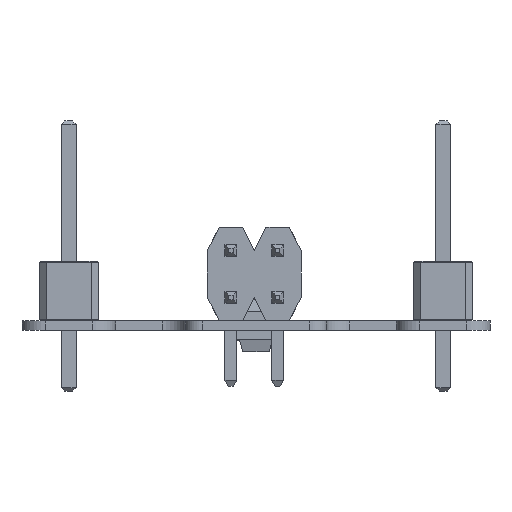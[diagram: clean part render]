
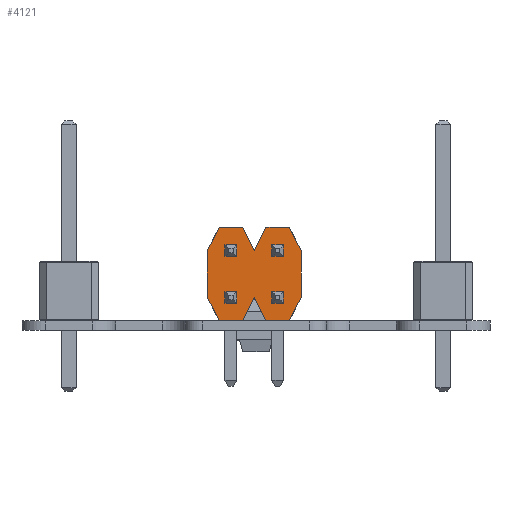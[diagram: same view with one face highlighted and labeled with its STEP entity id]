
A CAD part, front view. The second image highlights one B-rep face of the part: STEP entity #4121.
In plain terms, the highlighted planar face has unit normal (0, -1, 0).
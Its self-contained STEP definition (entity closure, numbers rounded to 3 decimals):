
#4121 = ADVANCED_FACE('',(#4122,#4156,#4190,#4304,#4338),#4372,.F.);
#4122 = FACE_BOUND('',#4123,.T.);
#4123 = EDGE_LOOP('',(#4124,#4134,#4142,#4150));
#4124 = ORIENTED_EDGE('',*,*,#4125,.F.);
#4125 = EDGE_CURVE('',#4126,#4128,#4130,.T.);
#4126 = VERTEX_POINT('',#4127);
#4127 = CARTESIAN_POINT('',(1.75,-2.,1.25));
#4128 = VERTEX_POINT('',#4129);
#4129 = CARTESIAN_POINT('',(1.75,-2.,0.75));
#4130 = LINE('',#4131,#4132);
#4131 = CARTESIAN_POINT('',(1.75,-2.,4.));
#4132 = VECTOR('',#4133,1.);
#4133 = DIRECTION('',(0.,0.,-1.));
#4134 = ORIENTED_EDGE('',*,*,#4135,.T.);
#4135 = EDGE_CURVE('',#4126,#4136,#4138,.T.);
#4136 = VERTEX_POINT('',#4137);
#4137 = CARTESIAN_POINT('',(2.25,-2.,1.25));
#4138 = LINE('',#4139,#4140);
#4139 = CARTESIAN_POINT('',(-0.5,-2.,1.25));
#4140 = VECTOR('',#4141,1.);
#4141 = DIRECTION('',(1.,0.,0.));
#4142 = ORIENTED_EDGE('',*,*,#4143,.T.);
#4143 = EDGE_CURVE('',#4136,#4144,#4146,.T.);
#4144 = VERTEX_POINT('',#4145);
#4145 = CARTESIAN_POINT('',(2.25,-2.,0.75));
#4146 = LINE('',#4147,#4148);
#4147 = CARTESIAN_POINT('',(2.25,-2.,4.));
#4148 = VECTOR('',#4149,1.);
#4149 = DIRECTION('',(0.,0.,-1.));
#4150 = ORIENTED_EDGE('',*,*,#4151,.T.);
#4151 = EDGE_CURVE('',#4144,#4128,#4152,.T.);
#4152 = LINE('',#4153,#4154);
#4153 = CARTESIAN_POINT('',(-0.5,-2.,0.75));
#4154 = VECTOR('',#4155,1.);
#4155 = DIRECTION('',(-1.,0.,0.));
#4156 = FACE_BOUND('',#4157,.T.);
#4157 = EDGE_LOOP('',(#4158,#4168,#4176,#4184));
#4158 = ORIENTED_EDGE('',*,*,#4159,.F.);
#4159 = EDGE_CURVE('',#4160,#4162,#4164,.T.);
#4160 = VERTEX_POINT('',#4161);
#4161 = CARTESIAN_POINT('',(-0.25,-2.,1.25));
#4162 = VERTEX_POINT('',#4163);
#4163 = CARTESIAN_POINT('',(-0.25,-2.,0.75));
#4164 = LINE('',#4165,#4166);
#4165 = CARTESIAN_POINT('',(-0.25,-2.,4.));
#4166 = VECTOR('',#4167,1.);
#4167 = DIRECTION('',(0.,0.,-1.));
#4168 = ORIENTED_EDGE('',*,*,#4169,.T.);
#4169 = EDGE_CURVE('',#4160,#4170,#4172,.T.);
#4170 = VERTEX_POINT('',#4171);
#4171 = CARTESIAN_POINT('',(0.25,-2.,1.25));
#4172 = LINE('',#4173,#4174);
#4173 = CARTESIAN_POINT('',(-0.5,-2.,1.25));
#4174 = VECTOR('',#4175,1.);
#4175 = DIRECTION('',(1.,0.,0.));
#4176 = ORIENTED_EDGE('',*,*,#4177,.T.);
#4177 = EDGE_CURVE('',#4170,#4178,#4180,.T.);
#4178 = VERTEX_POINT('',#4179);
#4179 = CARTESIAN_POINT('',(0.25,-2.,0.75));
#4180 = LINE('',#4181,#4182);
#4181 = CARTESIAN_POINT('',(0.25,-2.,4.));
#4182 = VECTOR('',#4183,1.);
#4183 = DIRECTION('',(0.,0.,-1.));
#4184 = ORIENTED_EDGE('',*,*,#4185,.T.);
#4185 = EDGE_CURVE('',#4178,#4162,#4186,.T.);
#4186 = LINE('',#4187,#4188);
#4187 = CARTESIAN_POINT('',(-0.5,-2.,0.75));
#4188 = VECTOR('',#4189,1.);
#4189 = DIRECTION('',(-1.,0.,0.));
#4190 = FACE_BOUND('',#4191,.T.);
#4191 = EDGE_LOOP('',(#4192,#4202,#4210,#4218,#4226,#4234,#4242,#4250,
    #4258,#4266,#4274,#4282,#4290,#4298));
#4192 = ORIENTED_EDGE('',*,*,#4193,.F.);
#4193 = EDGE_CURVE('',#4194,#4196,#4198,.T.);
#4194 = VERTEX_POINT('',#4195);
#4195 = CARTESIAN_POINT('',(-1.,-2.,3.));
#4196 = VERTEX_POINT('',#4197);
#4197 = CARTESIAN_POINT('',(-0.5,-2.,4.));
#4198 = LINE('',#4199,#4200);
#4199 = CARTESIAN_POINT('',(-1.,-2.,3.));
#4200 = VECTOR('',#4201,1.);
#4201 = DIRECTION('',(0.447,0.,0.894));
#4202 = ORIENTED_EDGE('',*,*,#4203,.F.);
#4203 = EDGE_CURVE('',#4204,#4194,#4206,.T.);
#4204 = VERTEX_POINT('',#4205);
#4205 = CARTESIAN_POINT('',(-1.,-2.,1.));
#4206 = LINE('',#4207,#4208);
#4207 = CARTESIAN_POINT('',(-1.,-2.,3.));
#4208 = VECTOR('',#4209,1.);
#4209 = DIRECTION('',(0.,0.,1.));
#4210 = ORIENTED_EDGE('',*,*,#4211,.F.);
#4211 = EDGE_CURVE('',#4212,#4204,#4214,.T.);
#4212 = VERTEX_POINT('',#4213);
#4213 = CARTESIAN_POINT('',(-0.5,-2.,0.));
#4214 = LINE('',#4215,#4216);
#4215 = CARTESIAN_POINT('',(-0.5,-2.,0.));
#4216 = VECTOR('',#4217,1.);
#4217 = DIRECTION('',(-0.447,0.,0.894));
#4218 = ORIENTED_EDGE('',*,*,#4219,.F.);
#4219 = EDGE_CURVE('',#4220,#4212,#4222,.T.);
#4220 = VERTEX_POINT('',#4221);
#4221 = CARTESIAN_POINT('',(0.5,-2.,0.));
#4222 = LINE('',#4223,#4224);
#4223 = CARTESIAN_POINT('',(-0.5,-2.,0.));
#4224 = VECTOR('',#4225,1.);
#4225 = DIRECTION('',(-1.,0.,0.));
#4226 = ORIENTED_EDGE('',*,*,#4227,.F.);
#4227 = EDGE_CURVE('',#4228,#4220,#4230,.T.);
#4228 = VERTEX_POINT('',#4229);
#4229 = CARTESIAN_POINT('',(1.,-2.,1.));
#4230 = LINE('',#4231,#4232);
#4231 = CARTESIAN_POINT('',(1.,-2.,1.));
#4232 = VECTOR('',#4233,1.);
#4233 = DIRECTION('',(-0.447,0.,-0.894));
#4234 = ORIENTED_EDGE('',*,*,#4235,.F.);
#4235 = EDGE_CURVE('',#4236,#4228,#4238,.T.);
#4236 = VERTEX_POINT('',#4237);
#4237 = CARTESIAN_POINT('',(1.5,-2.,0.));
#4238 = LINE('',#4239,#4240);
#4239 = CARTESIAN_POINT('',(1.5,-2.,0.));
#4240 = VECTOR('',#4241,1.);
#4241 = DIRECTION('',(-0.447,0.,0.894));
#4242 = ORIENTED_EDGE('',*,*,#4243,.F.);
#4243 = EDGE_CURVE('',#4244,#4236,#4246,.T.);
#4244 = VERTEX_POINT('',#4245);
#4245 = CARTESIAN_POINT('',(2.5,-2.,0.));
#4246 = LINE('',#4247,#4248);
#4247 = CARTESIAN_POINT('',(1.5,-2.,0.));
#4248 = VECTOR('',#4249,1.);
#4249 = DIRECTION('',(-1.,0.,0.));
#4250 = ORIENTED_EDGE('',*,*,#4251,.F.);
#4251 = EDGE_CURVE('',#4252,#4244,#4254,.T.);
#4252 = VERTEX_POINT('',#4253);
#4253 = CARTESIAN_POINT('',(3.,-2.,1.));
#4254 = LINE('',#4255,#4256);
#4255 = CARTESIAN_POINT('',(3.,-2.,1.));
#4256 = VECTOR('',#4257,1.);
#4257 = DIRECTION('',(-0.447,0.,-0.894));
#4258 = ORIENTED_EDGE('',*,*,#4259,.F.);
#4259 = EDGE_CURVE('',#4260,#4252,#4262,.T.);
#4260 = VERTEX_POINT('',#4261);
#4261 = CARTESIAN_POINT('',(3.,-2.,3.));
#4262 = LINE('',#4263,#4264);
#4263 = CARTESIAN_POINT('',(3.,-2.,3.));
#4264 = VECTOR('',#4265,1.);
#4265 = DIRECTION('',(0.,0.,-1.));
#4266 = ORIENTED_EDGE('',*,*,#4267,.F.);
#4267 = EDGE_CURVE('',#4268,#4260,#4270,.T.);
#4268 = VERTEX_POINT('',#4269);
#4269 = CARTESIAN_POINT('',(2.5,-2.,4.));
#4270 = LINE('',#4271,#4272);
#4271 = CARTESIAN_POINT('',(2.5,-2.,4.));
#4272 = VECTOR('',#4273,1.);
#4273 = DIRECTION('',(0.447,0.,-0.894));
#4274 = ORIENTED_EDGE('',*,*,#4275,.F.);
#4275 = EDGE_CURVE('',#4276,#4268,#4278,.T.);
#4276 = VERTEX_POINT('',#4277);
#4277 = CARTESIAN_POINT('',(1.5,-2.,4.));
#4278 = LINE('',#4279,#4280);
#4279 = CARTESIAN_POINT('',(1.5,-2.,4.));
#4280 = VECTOR('',#4281,1.);
#4281 = DIRECTION('',(1.,0.,0.));
#4282 = ORIENTED_EDGE('',*,*,#4283,.F.);
#4283 = EDGE_CURVE('',#4284,#4276,#4286,.T.);
#4284 = VERTEX_POINT('',#4285);
#4285 = CARTESIAN_POINT('',(1.,-2.,3.));
#4286 = LINE('',#4287,#4288);
#4287 = CARTESIAN_POINT('',(1.,-2.,3.));
#4288 = VECTOR('',#4289,1.);
#4289 = DIRECTION('',(0.447,0.,0.894));
#4290 = ORIENTED_EDGE('',*,*,#4291,.F.);
#4291 = EDGE_CURVE('',#4292,#4284,#4294,.T.);
#4292 = VERTEX_POINT('',#4293);
#4293 = CARTESIAN_POINT('',(0.5,-2.,4.));
#4294 = LINE('',#4295,#4296);
#4295 = CARTESIAN_POINT('',(0.5,-2.,4.));
#4296 = VECTOR('',#4297,1.);
#4297 = DIRECTION('',(0.447,0.,-0.894));
#4298 = ORIENTED_EDGE('',*,*,#4299,.F.);
#4299 = EDGE_CURVE('',#4196,#4292,#4300,.T.);
#4300 = LINE('',#4301,#4302);
#4301 = CARTESIAN_POINT('',(-0.5,-2.,4.));
#4302 = VECTOR('',#4303,1.);
#4303 = DIRECTION('',(1.,0.,0.));
#4304 = FACE_BOUND('',#4305,.T.);
#4305 = EDGE_LOOP('',(#4306,#4316,#4324,#4332));
#4306 = ORIENTED_EDGE('',*,*,#4307,.F.);
#4307 = EDGE_CURVE('',#4308,#4310,#4312,.T.);
#4308 = VERTEX_POINT('',#4309);
#4309 = CARTESIAN_POINT('',(-0.25,-2.,3.25));
#4310 = VERTEX_POINT('',#4311);
#4311 = CARTESIAN_POINT('',(-0.25,-2.,2.75));
#4312 = LINE('',#4313,#4314);
#4313 = CARTESIAN_POINT('',(-0.25,-2.,4.));
#4314 = VECTOR('',#4315,1.);
#4315 = DIRECTION('',(0.,0.,-1.));
#4316 = ORIENTED_EDGE('',*,*,#4317,.T.);
#4317 = EDGE_CURVE('',#4308,#4318,#4320,.T.);
#4318 = VERTEX_POINT('',#4319);
#4319 = CARTESIAN_POINT('',(0.25,-2.,3.25));
#4320 = LINE('',#4321,#4322);
#4321 = CARTESIAN_POINT('',(-0.5,-2.,3.25));
#4322 = VECTOR('',#4323,1.);
#4323 = DIRECTION('',(1.,0.,0.));
#4324 = ORIENTED_EDGE('',*,*,#4325,.T.);
#4325 = EDGE_CURVE('',#4318,#4326,#4328,.T.);
#4326 = VERTEX_POINT('',#4327);
#4327 = CARTESIAN_POINT('',(0.25,-2.,2.75));
#4328 = LINE('',#4329,#4330);
#4329 = CARTESIAN_POINT('',(0.25,-2.,4.));
#4330 = VECTOR('',#4331,1.);
#4331 = DIRECTION('',(0.,0.,-1.));
#4332 = ORIENTED_EDGE('',*,*,#4333,.T.);
#4333 = EDGE_CURVE('',#4326,#4310,#4334,.T.);
#4334 = LINE('',#4335,#4336);
#4335 = CARTESIAN_POINT('',(-0.5,-2.,2.75));
#4336 = VECTOR('',#4337,1.);
#4337 = DIRECTION('',(-1.,0.,0.));
#4338 = FACE_BOUND('',#4339,.T.);
#4339 = EDGE_LOOP('',(#4340,#4350,#4358,#4366));
#4340 = ORIENTED_EDGE('',*,*,#4341,.F.);
#4341 = EDGE_CURVE('',#4342,#4344,#4346,.T.);
#4342 = VERTEX_POINT('',#4343);
#4343 = CARTESIAN_POINT('',(1.75,-2.,3.25));
#4344 = VERTEX_POINT('',#4345);
#4345 = CARTESIAN_POINT('',(1.75,-2.,2.75));
#4346 = LINE('',#4347,#4348);
#4347 = CARTESIAN_POINT('',(1.75,-2.,4.));
#4348 = VECTOR('',#4349,1.);
#4349 = DIRECTION('',(0.,0.,-1.));
#4350 = ORIENTED_EDGE('',*,*,#4351,.T.);
#4351 = EDGE_CURVE('',#4342,#4352,#4354,.T.);
#4352 = VERTEX_POINT('',#4353);
#4353 = CARTESIAN_POINT('',(2.25,-2.,3.25));
#4354 = LINE('',#4355,#4356);
#4355 = CARTESIAN_POINT('',(-0.5,-2.,3.25));
#4356 = VECTOR('',#4357,1.);
#4357 = DIRECTION('',(1.,0.,0.));
#4358 = ORIENTED_EDGE('',*,*,#4359,.T.);
#4359 = EDGE_CURVE('',#4352,#4360,#4362,.T.);
#4360 = VERTEX_POINT('',#4361);
#4361 = CARTESIAN_POINT('',(2.25,-2.,2.75));
#4362 = LINE('',#4363,#4364);
#4363 = CARTESIAN_POINT('',(2.25,-2.,4.));
#4364 = VECTOR('',#4365,1.);
#4365 = DIRECTION('',(0.,0.,-1.));
#4366 = ORIENTED_EDGE('',*,*,#4367,.T.);
#4367 = EDGE_CURVE('',#4360,#4344,#4368,.T.);
#4368 = LINE('',#4369,#4370);
#4369 = CARTESIAN_POINT('',(-0.5,-2.,2.75));
#4370 = VECTOR('',#4371,1.);
#4371 = DIRECTION('',(-1.,0.,0.));
#4372 = PLANE('',#4373);
#4373 = AXIS2_PLACEMENT_3D('',#4374,#4375,#4376);
#4374 = CARTESIAN_POINT('',(-0.5,-2.,4.));
#4375 = DIRECTION('',(0.,1.,0.));
#4376 = DIRECTION('',(0.,0.,1.));
